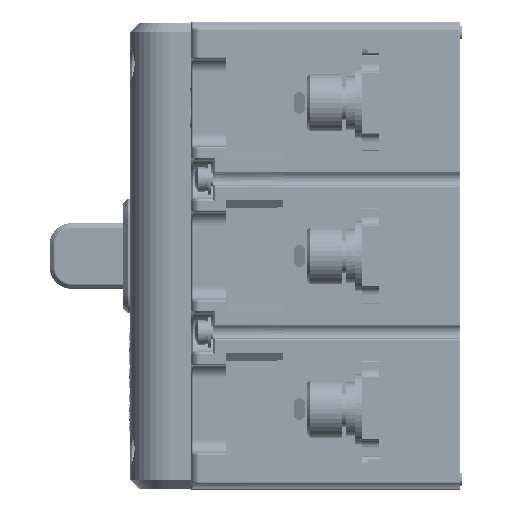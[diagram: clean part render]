
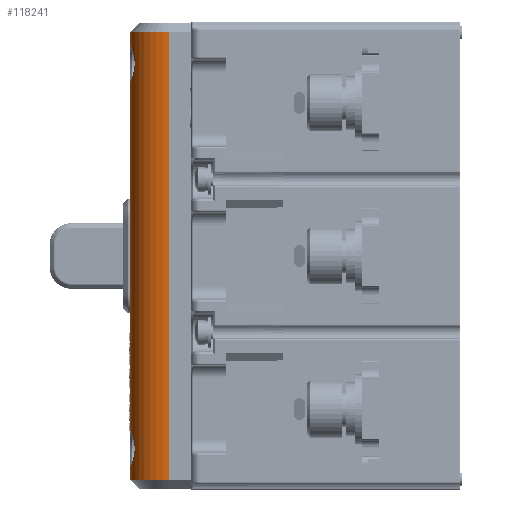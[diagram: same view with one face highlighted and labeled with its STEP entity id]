
A CAD part, left-side view. The second image highlights one B-rep face of the part: STEP entity #118241.
In plain terms, the highlighted cylindrical face has radius 9 mm (diameter 18 mm), a partial arc.
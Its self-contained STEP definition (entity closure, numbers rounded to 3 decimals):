
#108760=DIRECTION('',(1.,0.,0.));
#108761=VECTOR('',#108760,2.728);
#108762=CARTESIAN_POINT('',(-51.2,-42.,14.));
#108763=LINE('',#108762,#108761);
#108764=CARTESIAN_POINT('',(-48.472,-42.,
14.));
#108765=CARTESIAN_POINT('',(-48.437,-42.334,
14.));
#108766=CARTESIAN_POINT('',(-48.3,-43.001,
13.963));
#108767=CARTESIAN_POINT('',(-47.862,-44.006,
13.793));
#108768=CARTESIAN_POINT('',(-47.165,-44.92,
13.527));
#108769=CARTESIAN_POINT('',(-46.346,-45.587,
13.262));
#108770=CARTESIAN_POINT('',(-45.363,-46.055,
13.037));
#108771=CARTESIAN_POINT('',(-44.402,-46.253,
12.932));
#108772=CARTESIAN_POINT('',(-43.442,-46.231,
12.943));
#108773=CARTESIAN_POINT('',(-42.571,-46.024,
13.053));
#108774=CARTESIAN_POINT('',(-41.67,-45.592,
13.259));
#108775=CARTESIAN_POINT('',(-40.87,-44.954,
13.515));
#108776=CARTESIAN_POINT('',(-40.163,-44.051,
13.783));
#108777=CARTESIAN_POINT('',(-39.706,-43.028,
13.961));
#108778=CARTESIAN_POINT('',(-39.564,-42.345,
14.));
#108779=CARTESIAN_POINT('',(-39.528,-42.,
14.));
#108781=DIRECTION('',(1.,0.,0.));
#108782=VECTOR('',#108781,79.056);
#108783=CARTESIAN_POINT('',(-39.528,-42.,
14.));
#108784=LINE('',#108783,#108782);
#108785=CARTESIAN_POINT('',(39.528,-42.,
14.));
#108786=CARTESIAN_POINT('',(39.563,-42.334,
14.));
#108787=CARTESIAN_POINT('',(39.7,-43.001,
13.963));
#108788=CARTESIAN_POINT('',(40.138,-44.006,
13.793));
#108789=CARTESIAN_POINT('',(40.835,-44.92,
13.527));
#108790=CARTESIAN_POINT('',(41.654,-45.587,
13.262));
#108791=CARTESIAN_POINT('',(42.637,-46.055,
13.037));
#108792=CARTESIAN_POINT('',(43.598,-46.253,
12.932));
#108793=CARTESIAN_POINT('',(44.558,-46.231,
12.943));
#108794=CARTESIAN_POINT('',(45.429,-46.024,
13.053));
#108795=CARTESIAN_POINT('',(46.33,-45.592,
13.259));
#108796=CARTESIAN_POINT('',(47.13,-44.954,
13.515));
#108797=CARTESIAN_POINT('',(47.837,-44.051,
13.783));
#108798=CARTESIAN_POINT('',(48.294,-43.028,
13.961));
#108799=CARTESIAN_POINT('',(48.436,-42.345,
14.));
#108800=CARTESIAN_POINT('',(48.472,-42.,
14.));
#108802=DIRECTION('',(1.,0.,0.));
#108803=VECTOR('',#108802,2.728);
#108804=CARTESIAN_POINT('',(48.472,-42.,
14.));
#108805=LINE('',#108804,#108803);
#108806=DIRECTION('',(-1.,0.,0.));
#108807=VECTOR('',#108806,102.4);
#108808=CARTESIAN_POINT('',(51.2,-51.,5.));
#108809=LINE('',#108808,#108807);
#108810=CARTESIAN_POINT('',(-51.2,-42.,5.));
#108811=DIRECTION('',(1.,0.,0.));
#108812=DIRECTION('',(0.,0.,1.));
#108813=AXIS2_PLACEMENT_3D('',#108810,#108811,#108812);
#110359=CARTESIAN_POINT('',(51.2,-42.,5.));
#110360=DIRECTION('',(-1.,0.,0.));
#110361=DIRECTION('',(0.,-1.,0.));
#110362=AXIS2_PLACEMENT_3D('',#110359,#110360,#110361);
#117128=CARTESIAN_POINT('',(-51.2,-51.,5.));
#117129=VERTEX_POINT('',#117128);
#117130=CARTESIAN_POINT('',(51.2,-51.,5.));
#117131=VERTEX_POINT('',#117130);
#117157=CARTESIAN_POINT('',(-51.2,-42.,14.));
#117158=VERTEX_POINT('',#117157);
#117208=CARTESIAN_POINT('',(51.2,-42.,14.));
#117209=VERTEX_POINT('',#117208);
#117210=CARTESIAN_POINT('',(48.472,-42.,
14.));
#117211=VERTEX_POINT('',#117210);
#117213=CARTESIAN_POINT('',(39.528,-42.,14.));
#117215=VERTEX_POINT('',#117213);
#117216=CARTESIAN_POINT('',(-39.528,-42.,
14.));
#117217=VERTEX_POINT('',#117216);
#117219=CARTESIAN_POINT('',(-48.472,-42.,14.));
#117221=VERTEX_POINT('',#117219);
#118219=CARTESIAN_POINT('',(192.985,-42.,5.));
#118220=DIRECTION('',(-1.,0.,0.));
#118221=DIRECTION('',(0.,-1.,0.));
#118222=AXIS2_PLACEMENT_3D('',#118219,#118220,#118221);
#118223=CYLINDRICAL_SURFACE('',#118222,9.);
#118225=ORIENTED_EDGE('',*,*,#118224,.F.);
#118227=ORIENTED_EDGE('',*,*,#118226,.T.);
#118229=ORIENTED_EDGE('',*,*,#118228,.T.);
#118231=ORIENTED_EDGE('',*,*,#118230,.T.);
#118233=ORIENTED_EDGE('',*,*,#118232,.T.);
#118235=ORIENTED_EDGE('',*,*,#118234,.T.);
#118237=ORIENTED_EDGE('',*,*,#118236,.F.);
#118238=ORIENTED_EDGE('',*,*,#118187,.T.);
#118239=EDGE_LOOP('',(#118225,#118227,#118229,#118231,#118233,#118235,#118237,
#118238));
#118240=FACE_OUTER_BOUND('',#118239,.F.);
#118241=ADVANCED_FACE('',(#118240),#118223,.T.);
#108780=B_SPLINE_CURVE_WITH_KNOTS('',3,(#108764,#108765,#108766,#108767,#108768,
#108769,#108770,#108771,#108772,#108773,#108774,#108775,#108776,#108777,#108778,
#108779),.UNSPECIFIED.,.F.,.F.,(4,1,1,1,1,1,1,1,1,1,1,1,1,4),(0.,
0.077,0.154,0.231,0.308,
0.385,0.462,0.538,0.615,
0.692,0.769,0.846,0.923,1.),
.UNSPECIFIED.);
#108801=B_SPLINE_CURVE_WITH_KNOTS('',3,(#108785,#108786,#108787,#108788,#108789,
#108790,#108791,#108792,#108793,#108794,#108795,#108796,#108797,#108798,#108799,
#108800),.UNSPECIFIED.,.F.,.F.,(4,1,1,1,1,1,1,1,1,1,1,1,1,4),(0.,
0.077,0.154,0.231,0.308,
0.385,0.462,0.538,0.615,
0.692,0.769,0.846,0.923,1.),
.UNSPECIFIED.);
#108814=CIRCLE('',#108813,9.);
#110363=CIRCLE('',#110362,9.);
#118187=EDGE_CURVE('',#117131,#117129,#108809,.T.);
#118224=EDGE_CURVE('',#117158,#117129,#108814,.T.);
#118226=EDGE_CURVE('',#117158,#117221,#108763,.T.);
#118228=EDGE_CURVE('',#117221,#117217,#108780,.T.);
#118230=EDGE_CURVE('',#117217,#117215,#108784,.T.);
#118232=EDGE_CURVE('',#117215,#117211,#108801,.T.);
#118234=EDGE_CURVE('',#117211,#117209,#108805,.T.);
#118236=EDGE_CURVE('',#117131,#117209,#110363,.T.);
